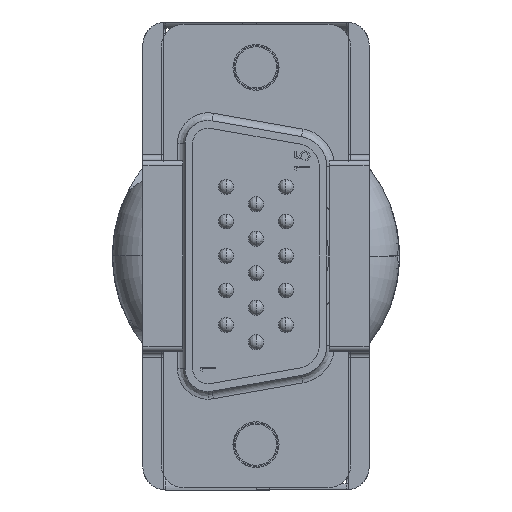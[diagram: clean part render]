
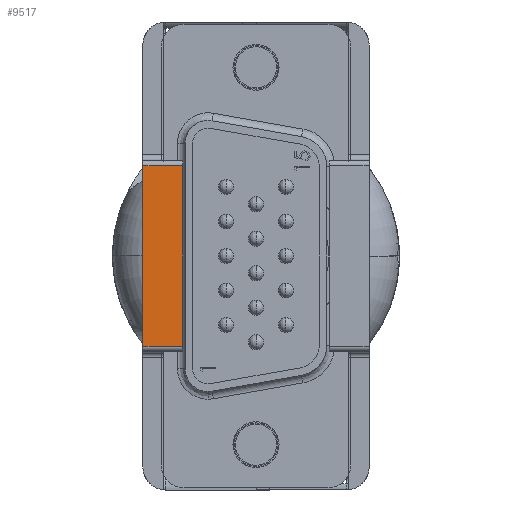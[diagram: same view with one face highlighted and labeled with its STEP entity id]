
A CAD part, left-side view. The second image highlights one B-rep face of the part: STEP entity #9517.
In plain terms, the highlighted planar face has unit normal (-1, 0, 0).
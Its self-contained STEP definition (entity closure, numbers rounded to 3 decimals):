
#1447 = CARTESIAN_POINT ( 'NONE',  ( -149.539, 4.851, 6.35 ) ) ;
#1576 = DIRECTION ( 'NONE',  ( 0., 0., -1. ) ) ;
#3050 = LINE ( 'NONE', #3983, #3055 ) ;
#3055 = VECTOR ( 'NONE', #3990, 1000. ) ;
#3119 = LINE ( 'NONE', #4206, #3122 ) ;
#3122 = VECTOR ( 'NONE', #4207, 1000. ) ;
#3142 = LINE ( 'NONE', #4302, #3145 ) ;
#3145 = VECTOR ( 'NONE', #4303, 1000. ) ;
#3983 = CARTESIAN_POINT ( 'NONE',  ( -149.539, 7.493, 5.969 ) ) ;
#3990 = DIRECTION ( 'NONE',  ( 0., 1., 0. ) ) ;
#4206 = CARTESIAN_POINT ( 'NONE',  ( -149.539, 4.851, -5.969 ) ) ;
#4207 = DIRECTION ( 'NONE',  ( 0., -1., 0. ) ) ;
#4302 = CARTESIAN_POINT ( 'NONE',  ( -149.539, 7.493, 6.35 ) ) ;
#4303 = DIRECTION ( 'NONE',  ( 0., 0., -1. ) ) ;
#6144 = EDGE_CURVE ( 'NONE', #29080, #29223, #29746, .T. ) ;
#6775 = EDGE_CURVE ( 'NONE', #29080, #25038, #3050, .T. ) ;
#6824 = EDGE_CURVE ( 'NONE', #24840, #29223, #3119, .T. ) ;
#6840 = EDGE_CURVE ( 'NONE', #25038, #24840, #3142, .T. ) ;
#9517 = ADVANCED_FACE ( 'NONE', ( #23059 ), #14824, .F. ) ;
#9843 = EDGE_LOOP ( 'NONE', ( #14495, #14384, #14461, #14449 ) ) ;
#11774 = CARTESIAN_POINT ( 'NONE',  ( -149.539, 7.493, -5.969 ) ) ;
#11977 = CARTESIAN_POINT ( 'NONE',  ( -149.539, 7.493, 5.969 ) ) ;
#12217 = CARTESIAN_POINT ( 'NONE',  ( -149.539, 4.851, 5.969 ) ) ;
#12448 = CARTESIAN_POINT ( 'NONE',  ( -149.539, 4.851, -5.969 ) ) ;
#12918 = AXIS2_PLACEMENT_3D ( 'NONE', #14844, #14845, #14846 ) ;
#14384 = ORIENTED_EDGE ( 'NONE', *, *, #6824, .T. ) ;
#14449 = ORIENTED_EDGE ( 'NONE', *, *, #6775, .T. ) ;
#14461 = ORIENTED_EDGE ( 'NONE', *, *, #6144, .F. ) ;
#14495 = ORIENTED_EDGE ( 'NONE', *, *, #6840, .T. ) ;
#14824 = PLANE ( 'NONE',  #12918 ) ;
#14844 = CARTESIAN_POINT ( 'NONE',  ( -149.539, 7.493, 6.35 ) ) ;
#14845 = DIRECTION ( 'NONE',  ( 1., 0., 0. ) ) ;
#14846 = DIRECTION ( 'NONE',  ( 0., 1., 0. ) ) ;
#23059 = FACE_OUTER_BOUND ( 'NONE', #9843, .T. ) ;
#24840 = VERTEX_POINT ( 'NONE', #11774 ) ;
#25038 = VERTEX_POINT ( 'NONE', #11977 ) ;
#29080 = VERTEX_POINT ( 'NONE', #12217 ) ;
#29223 = VERTEX_POINT ( 'NONE', #12448 ) ;
#29746 = LINE ( 'NONE', #1447, #29748 ) ;
#29748 = VECTOR ( 'NONE', #1576, 1000. ) ;
